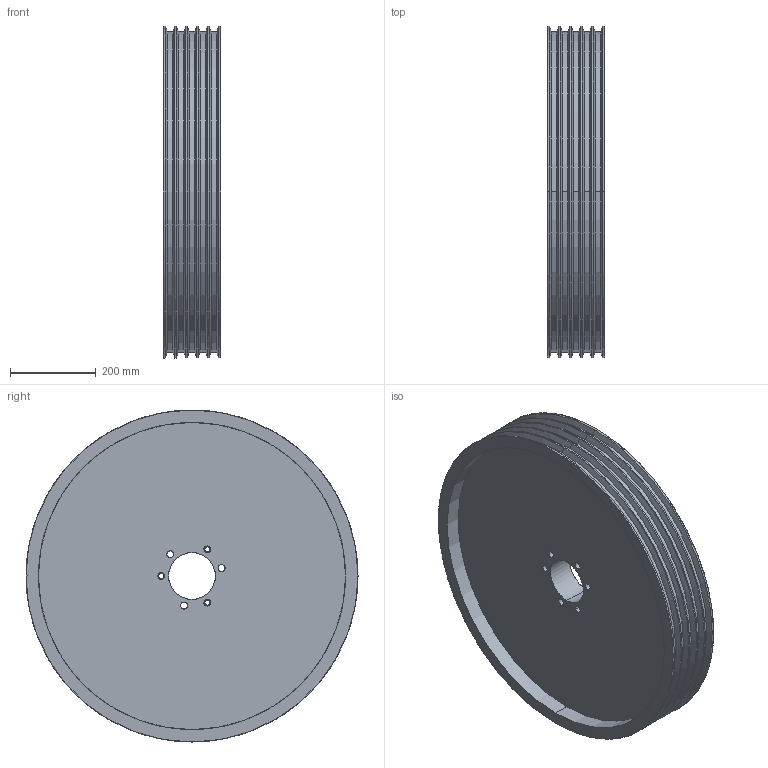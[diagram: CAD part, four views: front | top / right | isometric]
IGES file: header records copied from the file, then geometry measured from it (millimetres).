
Start section: SolidWorks IGES file using analytic representation for surfaces
Global section: file name: 5C5C3000724212548312.igs; native system: SolidWorks 2017; preprocessor: SolidWorks 2017; author: partstream; date: 170724.212514; units: inch
Bounding box: 133.35 x 772.16 x 772.16 mm (x, y, z)
Surface area: 1655146.4 mm2 (no closed solid volume)
Topology: 0 solids, 0 shells, 111 faces, 1300 edges, 1300 vertices
Faces by surface type: revolution 66, bspline 45
